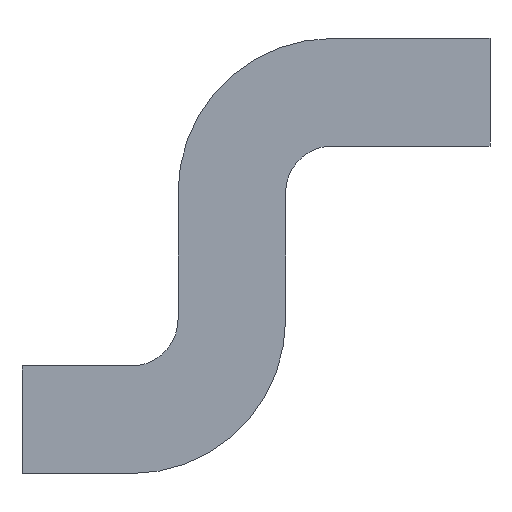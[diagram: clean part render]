
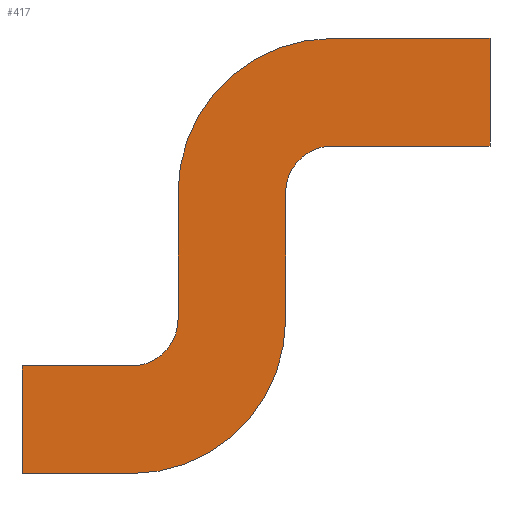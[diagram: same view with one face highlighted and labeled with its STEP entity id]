
A CAD part, front view. The second image highlights one B-rep face of the part: STEP entity #417.
In plain terms, the highlighted planar face has unit normal (0, -1, 0).
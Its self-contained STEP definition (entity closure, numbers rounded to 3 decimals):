
#24 = VERTEX_POINT('',#25);
#25 = CARTESIAN_POINT('',(0.8,-6.7,10.5));
#31 = EDGE_CURVE('',#24,#32,#34,.T.);
#32 = VERTEX_POINT('',#33);
#33 = CARTESIAN_POINT('',(0.8,-6.7,13.95));
#34 = LINE('',#35,#36);
#35 = CARTESIAN_POINT('',(0.8,-6.7,10.5));
#36 = VECTOR('',#37,1.);
#37 = DIRECTION('',(0.,0.,1.));
#62 = EDGE_CURVE('',#32,#63,#65,.T.);
#63 = VERTEX_POINT('',#64);
#64 = CARTESIAN_POINT('',(-4.25,-6.7,13.95));
#65 = LINE('',#66,#67);
#66 = CARTESIAN_POINT('',(0.8,-6.7,13.95));
#67 = VECTOR('',#68,1.);
#68 = DIRECTION('',(-1.,0.,0.));
#93 = EDGE_CURVE('',#63,#94,#96,.T.);
#94 = VERTEX_POINT('',#95);
#95 = CARTESIAN_POINT('',(-9.2,-6.7,9.));
#96 = CIRCLE('',#97,4.95);
#97 = AXIS2_PLACEMENT_3D('',#98,#99,#100);
#98 = CARTESIAN_POINT('',(-4.25,-6.7,9.));
#99 = DIRECTION('',(0.,-1.,0.));
#100 = DIRECTION('',(1.,0.,0.));
#126 = EDGE_CURVE('',#94,#127,#129,.T.);
#127 = VERTEX_POINT('',#128);
#128 = CARTESIAN_POINT('',(-9.2,-6.7,4.95));
#129 = LINE('',#130,#131);
#130 = CARTESIAN_POINT('',(-9.2,-6.7,9.));
#131 = VECTOR('',#132,1.);
#132 = DIRECTION('',(0.,0.,-1.));
#159 = VERTEX_POINT('',#160);
#160 = CARTESIAN_POINT('',(-10.7,-6.7,3.45));
#166 = EDGE_CURVE('',#159,#127,#167,.T.);
#167 = CIRCLE('',#168,1.5);
#168 = AXIS2_PLACEMENT_3D('',#169,#170,#171);
#169 = CARTESIAN_POINT('',(-10.7,-6.7,4.95));
#170 = DIRECTION('',(0.,-1.,0.));
#171 = DIRECTION('',(1.,0.,0.));
#190 = EDGE_CURVE('',#159,#191,#193,.T.);
#191 = VERTEX_POINT('',#192);
#192 = CARTESIAN_POINT('',(-14.2,-6.7,3.45));
#193 = LINE('',#194,#195);
#194 = CARTESIAN_POINT('',(-10.7,-6.7,3.45));
#195 = VECTOR('',#196,1.);
#196 = DIRECTION('',(-1.,0.,0.));
#221 = EDGE_CURVE('',#191,#222,#224,.T.);
#222 = VERTEX_POINT('',#223);
#223 = CARTESIAN_POINT('',(-14.2,-6.7,0.));
#224 = LINE('',#225,#226);
#225 = CARTESIAN_POINT('',(-14.2,-6.7,3.45));
#226 = VECTOR('',#227,1.);
#227 = DIRECTION('',(0.,0.,-1.));
#252 = EDGE_CURVE('',#222,#253,#255,.T.);
#253 = VERTEX_POINT('',#254);
#254 = CARTESIAN_POINT('',(-10.7,-6.7,0.));
#255 = LINE('',#256,#257);
#256 = CARTESIAN_POINT('',(-14.2,-6.7,0.));
#257 = VECTOR('',#258,1.);
#258 = DIRECTION('',(1.,0.,0.));
#283 = EDGE_CURVE('',#253,#284,#286,.T.);
#284 = VERTEX_POINT('',#285);
#285 = CARTESIAN_POINT('',(-5.75,-6.7,4.95));
#286 = CIRCLE('',#287,4.95);
#287 = AXIS2_PLACEMENT_3D('',#288,#289,#290);
#288 = CARTESIAN_POINT('',(-10.7,-6.7,4.95));
#289 = DIRECTION('',(0.,-1.,0.));
#290 = DIRECTION('',(1.,0.,0.));
#318 = VERTEX_POINT('',#319);
#319 = CARTESIAN_POINT('',(-5.75,-6.7,9.));
#325 = EDGE_CURVE('',#318,#284,#326,.T.);
#326 = LINE('',#327,#328);
#327 = CARTESIAN_POINT('',(-5.75,-6.7,9.));
#328 = VECTOR('',#329,1.);
#329 = DIRECTION('',(0.,0.,-1.));
#349 = VERTEX_POINT('',#350);
#350 = CARTESIAN_POINT('',(-4.25,-6.7,10.5));
#356 = EDGE_CURVE('',#349,#318,#357,.T.);
#357 = CIRCLE('',#358,1.5);
#358 = AXIS2_PLACEMENT_3D('',#359,#360,#361);
#359 = CARTESIAN_POINT('',(-4.25,-6.7,9.));
#360 = DIRECTION('',(0.,-1.,0.));
#361 = DIRECTION('',(1.,0.,0.));
#380 = EDGE_CURVE('',#24,#349,#381,.T.);
#381 = LINE('',#382,#383);
#382 = CARTESIAN_POINT('',(0.8,-6.7,10.5));
#383 = VECTOR('',#384,1.);
#384 = DIRECTION('',(-1.,0.,0.));
#417 = ADVANCED_FACE('',(#418),#432,.F.);
#418 = FACE_BOUND('',#419,.T.);
#419 = EDGE_LOOP('',(#420,#421,#422,#423,#424,#425,#426,#427,#428,#429,
    #430,#431));
#420 = ORIENTED_EDGE('',*,*,#31,.T.);
#421 = ORIENTED_EDGE('',*,*,#62,.T.);
#422 = ORIENTED_EDGE('',*,*,#93,.T.);
#423 = ORIENTED_EDGE('',*,*,#126,.T.);
#424 = ORIENTED_EDGE('',*,*,#166,.F.);
#425 = ORIENTED_EDGE('',*,*,#190,.T.);
#426 = ORIENTED_EDGE('',*,*,#221,.T.);
#427 = ORIENTED_EDGE('',*,*,#252,.T.);
#428 = ORIENTED_EDGE('',*,*,#283,.T.);
#429 = ORIENTED_EDGE('',*,*,#325,.F.);
#430 = ORIENTED_EDGE('',*,*,#356,.F.);
#431 = ORIENTED_EDGE('',*,*,#380,.F.);
#432 = PLANE('',#433);
#433 = AXIS2_PLACEMENT_3D('',#434,#435,#436);
#434 = CARTESIAN_POINT('',(-6.926,-6.7,7.287));
#435 = DIRECTION('',(0.,1.,0.));
#436 = DIRECTION('',(0.,0.,1.));
